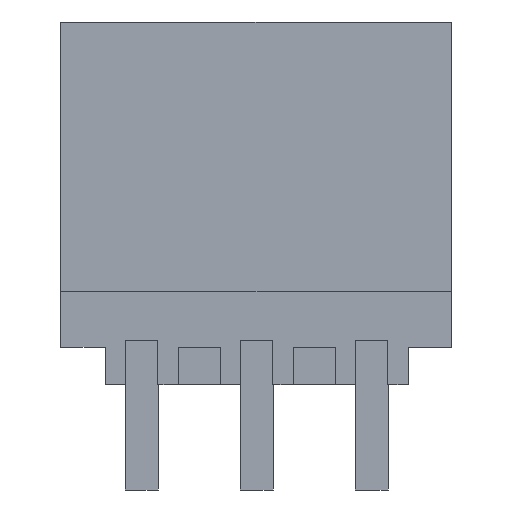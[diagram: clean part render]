
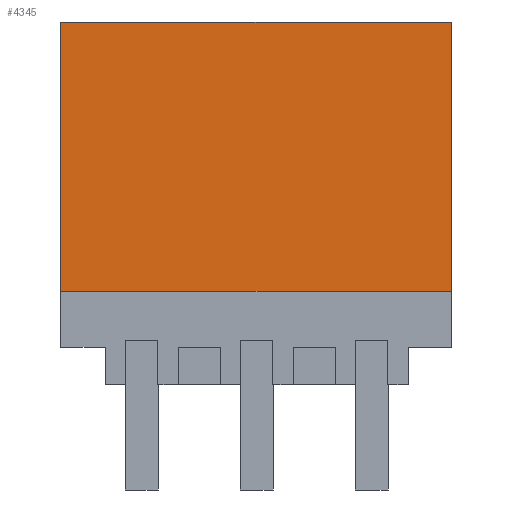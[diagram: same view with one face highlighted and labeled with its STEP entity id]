
A CAD part, front view. The second image highlights one B-rep face of the part: STEP entity #4345.
In plain terms, the highlighted planar face has unit normal (0, -1, 0).
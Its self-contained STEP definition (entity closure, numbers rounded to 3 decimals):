
#4337=AXIS2_PLACEMENT_3D('Plane Axis2P3D',#4334,#4335,#4336) ;
#1432=CARTESIAN_POINT('Line Origine',(0.,0.,10.15)) ;
#1436=CARTESIAN_POINT('Vertex',(0.,0.,14.25)) ;
#1438=CARTESIAN_POINT('Vertex',(0.,0.,6.05)) ;
#1466=CARTESIAN_POINT('Line Origine',(5.95,0.,14.25)) ;
#1470=CARTESIAN_POINT('Vertex',(11.9,0.,14.25)) ;
#2914=CARTESIAN_POINT('Vertex',(11.9,0.,6.05)) ;
#2922=CARTESIAN_POINT('Line Origine',(11.9,0.,10.15)) ;
#3861=CARTESIAN_POINT('Line Origine',(5.95,0.,6.05)) ;
#4334=CARTESIAN_POINT('Axis2P3D Location',(-6.275,0.,3.2)) ;
#1433=DIRECTION('Vector Direction',(0.,0.,-1.)) ;
#1467=DIRECTION('Vector Direction',(1.,0.,0.)) ;
#2923=DIRECTION('Vector Direction',(0.,0.,-1.)) ;
#3862=DIRECTION('Vector Direction',(1.,0.,0.)) ;
#4335=DIRECTION('Axis2P3D Direction',(0.,1.,0.)) ;
#4336=DIRECTION('Axis2P3D XDirection',(0.,0.,1.)) ;
#1434=VECTOR('Line Direction',#1433,1.) ;
#1468=VECTOR('Line Direction',#1467,1.) ;
#2924=VECTOR('Line Direction',#2923,1.) ;
#3863=VECTOR('Line Direction',#3862,1.) ;
#4340=ORIENTED_EDGE('',*,*,#3865,.F.) ;
#4341=ORIENTED_EDGE('',*,*,#2926,.T.) ;
#4342=ORIENTED_EDGE('',*,*,#1472,.F.) ;
#4343=ORIENTED_EDGE('',*,*,#1440,.T.) ;
#4345=ADVANCED_FACE('HOUSING',(#4344),#4338,.F.) ;
#1440=EDGE_CURVE('',#1437,#1439,#1435,.T.) ;
#1472=EDGE_CURVE('',#1437,#1471,#1469,.T.) ;
#2926=EDGE_CURVE('',#2915,#1471,#2925,.F.) ;
#3865=EDGE_CURVE('',#2915,#1439,#3864,.F.) ;
#4339=EDGE_LOOP('',(#4340,#4341,#4342,#4343)) ;
#4344=FACE_OUTER_BOUND('',#4339,.T.) ;
#1435=LINE('Line',#1432,#1434) ;
#1469=LINE('Line',#1466,#1468) ;
#2925=LINE('Line',#2922,#2924) ;
#3864=LINE('Line',#3861,#3863) ;
#4338=PLANE('',#4337) ;
#1437=VERTEX_POINT('',#1436) ;
#1439=VERTEX_POINT('',#1438) ;
#1471=VERTEX_POINT('',#1470) ;
#2915=VERTEX_POINT('',#2914) ;
